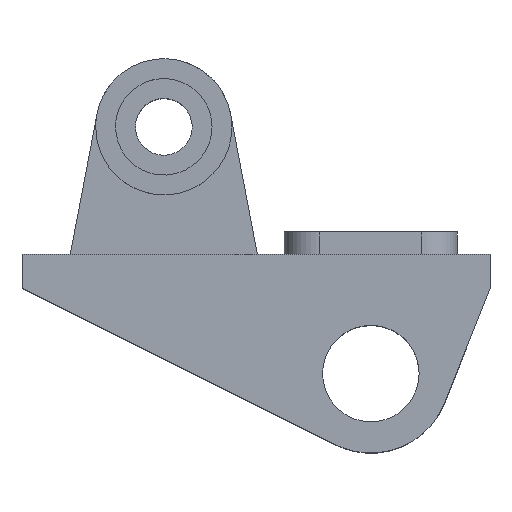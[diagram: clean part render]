
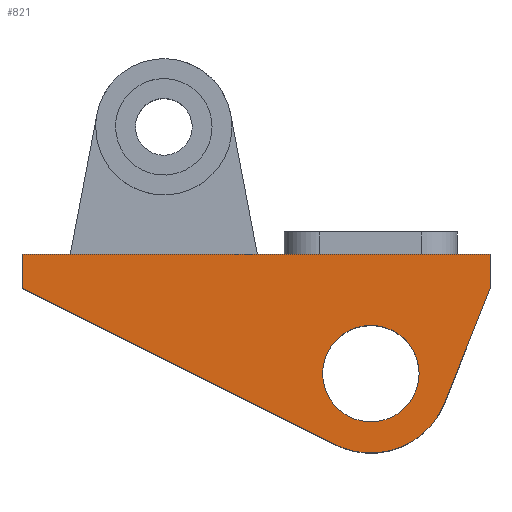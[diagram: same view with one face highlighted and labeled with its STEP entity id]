
A CAD part, top view. The second image highlights one B-rep face of the part: STEP entity #821.
In plain terms, the highlighted free-form (B-spline) face has degree [1, 1] with [2, 2] control points.
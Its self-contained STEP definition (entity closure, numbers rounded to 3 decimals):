
#400 = VERTEX_POINT('',#401);
#401 = CARTESIAN_POINT('',(15.154,0.,29.417));
#406 = EDGE_CURVE('',#407,#400,#409,.T.);
#407 = VERTEX_POINT('',#408);
#408 = CARTESIAN_POINT('',(-15.154,0.,
    29.417));
#409 = ( BOUNDED_CURVE() B_SPLINE_CURVE(2,(#410,#411,#412,#413,#414),
.UNSPECIFIED.,.F.,.F.) B_SPLINE_CURVE_WITH_KNOTS((3,2,3),(3.142,
4.712,6.283),.PIECEWISE_BEZIER_KNOTS.) CURVE() 
GEOMETRIC_REPRESENTATION_ITEM() RATIONAL_B_SPLINE_CURVE((1.,
0.707,1.,0.707,1.)) REPRESENTATION_ITEM('') );
#410 = CARTESIAN_POINT('',(-15.154,0.,
    29.417));
#411 = CARTESIAN_POINT('',(-15.154,-15.154,
    29.417));
#412 = CARTESIAN_POINT('',(0.,-15.154,
    29.417));
#413 = CARTESIAN_POINT('',(15.154,-15.154,
    29.417));
#414 = CARTESIAN_POINT('',(15.154,0.,
    29.417));
#641 = VERTEX_POINT('',#642);
#642 = CARTESIAN_POINT('',(-109.644,26.742,
    29.417));
#647 = EDGE_CURVE('',#641,#648,#650,.T.);
#648 = VERTEX_POINT('',#649);
#649 = CARTESIAN_POINT('',(-109.644,37.439,
    29.417));
#650 = B_SPLINE_CURVE_WITH_KNOTS('',1,(#651,#652),.UNSPECIFIED.,.F.,.F.,
  (2,2),(30.,42.),.PIECEWISE_BEZIER_KNOTS.);
#651 = CARTESIAN_POINT('',(-109.644,26.742,
    29.417));
#652 = CARTESIAN_POINT('',(-109.644,37.439,
    29.417));
#677 = VERTEX_POINT('',#678);
#678 = CARTESIAN_POINT('',(37.439,37.439,
    29.417));
#683 = EDGE_CURVE('',#677,#684,#686,.T.);
#684 = VERTEX_POINT('',#685);
#685 = CARTESIAN_POINT('',(37.439,26.742,
    29.417));
#686 = B_SPLINE_CURVE_WITH_KNOTS('',1,(#687,#688),.UNSPECIFIED.,.F.,.F.,
  (2,2),(-42.,-30.),.PIECEWISE_BEZIER_KNOTS.);
#687 = CARTESIAN_POINT('',(37.439,37.439,
    29.417));
#688 = CARTESIAN_POINT('',(37.439,26.742,
    29.417));
#811 = EDGE_CURVE('',#648,#677,#812,.T.);
#812 = B_SPLINE_CURVE_WITH_KNOTS('',1,(#813,#814),.UNSPECIFIED.,.F.,.F.,
  (2,2),(-123.,42.),.PIECEWISE_BEZIER_KNOTS.);
#813 = CARTESIAN_POINT('',(-109.644,37.439,
    29.417));
#814 = CARTESIAN_POINT('',(37.439,37.439,
    29.417));
#821 = ADVANCED_FACE('',(#822,#847),#858,.T.);
#822 = FACE_BOUND('',#823,.T.);
#823 = EDGE_LOOP('',(#824,#825,#832,#840,#845,#846));
#824 = ORIENTED_EDGE('',*,*,#647,.F.);
#825 = ORIENTED_EDGE('',*,*,#826,.F.);
#826 = EDGE_CURVE('',#827,#641,#829,.T.);
#827 = VERTEX_POINT('',#828);
#828 = CARTESIAN_POINT('',(-11.131,-22.34,
    29.417));
#829 = B_SPLINE_CURVE_WITH_KNOTS('',1,(#830,#831),.UNSPECIFIED.,.F.,.F.,
  (2,2),(0.,123.471),.PIECEWISE_BEZIER_KNOTS.);
#830 = CARTESIAN_POINT('',(-11.131,-22.34,
    29.417));
#831 = CARTESIAN_POINT('',(-109.644,26.742,
    29.417));
#832 = ORIENTED_EDGE('',*,*,#833,.F.);
#833 = EDGE_CURVE('',#834,#827,#836,.T.);
#834 = VERTEX_POINT('',#835);
#835 = CARTESIAN_POINT('',(23.205,-9.192,
    29.417));
#836 = ( BOUNDED_CURVE() B_SPLINE_CURVE(2,(#837,#838,#839),
.UNSPECIFIED.,.F.,.F.) B_SPLINE_CURVE_WITH_KNOTS((3,3),(0.377,
2.033),.PIECEWISE_BEZIER_KNOTS.) CURVE() 
GEOMETRIC_REPRESENTATION_ITEM() RATIONAL_B_SPLINE_CURVE((1.,
0.676,1.)) REPRESENTATION_ITEM('') );
#837 = CARTESIAN_POINT('',(23.205,-9.192,
    29.417));
#838 = CARTESIAN_POINT('',(13.196,-34.461,
    29.417));
#839 = CARTESIAN_POINT('',(-11.131,-22.34,
    29.417));
#840 = ORIENTED_EDGE('',*,*,#841,.F.);
#841 = EDGE_CURVE('',#684,#834,#842,.T.);
#842 = B_SPLINE_CURVE_WITH_KNOTS('',1,(#843,#844),.UNSPECIFIED.,.F.,.F.,
  (2,2),(-43.359,0.),.PIECEWISE_BEZIER_KNOTS.);
#843 = CARTESIAN_POINT('',(37.439,26.742,
    29.417));
#844 = CARTESIAN_POINT('',(23.205,-9.192,
    29.417));
#845 = ORIENTED_EDGE('',*,*,#683,.F.);
#846 = ORIENTED_EDGE('',*,*,#811,.F.);
#847 = FACE_BOUND('',#848,.T.);
#848 = EDGE_LOOP('',(#849,#857));
#849 = ORIENTED_EDGE('',*,*,#850,.F.);
#850 = EDGE_CURVE('',#400,#407,#851,.T.);
#851 = ( BOUNDED_CURVE() B_SPLINE_CURVE(2,(#852,#853,#854,#855,#856),
.UNSPECIFIED.,.F.,.F.) B_SPLINE_CURVE_WITH_KNOTS((3,2,3),(0.,
1.571,3.142),.PIECEWISE_BEZIER_KNOTS.) CURVE() 
GEOMETRIC_REPRESENTATION_ITEM() RATIONAL_B_SPLINE_CURVE((1.,
0.707,1.,0.707,1.)) REPRESENTATION_ITEM('') );
#852 = CARTESIAN_POINT('',(15.154,0.,29.417));
#853 = CARTESIAN_POINT('',(15.154,15.154,
    29.417));
#854 = CARTESIAN_POINT('',(0.,15.154,
    29.417));
#855 = CARTESIAN_POINT('',(-15.154,15.154,
    29.417));
#856 = CARTESIAN_POINT('',(-15.154,0.,
    29.417));
#857 = ORIENTED_EDGE('',*,*,#406,.F.);
#858 = B_SPLINE_SURFACE_WITH_KNOTS('',1,1,(
    (#859,#860)
    ,(#861,#862
    )),.UNSPECIFIED.,.F.,.F.,.F.,(2,2),(2,2),(-123.,42.),(-28.,42.),
  .PIECEWISE_BEZIER_KNOTS.);
#859 = CARTESIAN_POINT('',(-109.644,-24.96,
    29.417));
#860 = CARTESIAN_POINT('',(-109.644,37.439,
    29.417));
#861 = CARTESIAN_POINT('',(37.439,-24.96,
    29.417));
#862 = CARTESIAN_POINT('',(37.439,37.439,
    29.417));
